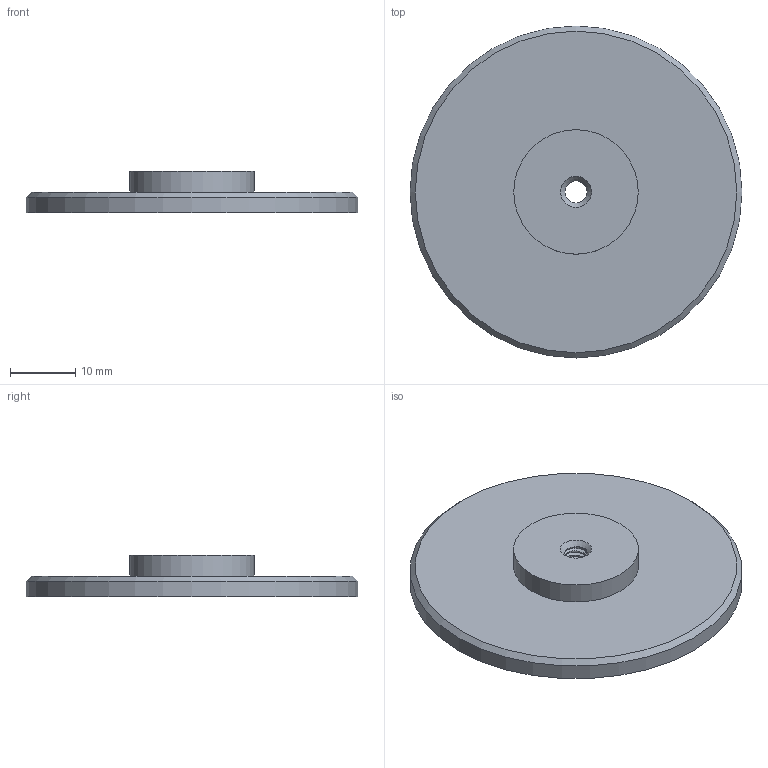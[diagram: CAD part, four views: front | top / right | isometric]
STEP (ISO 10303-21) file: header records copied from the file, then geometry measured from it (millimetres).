
FILE_DESCRIPTION(/* description */ (''),/* implementation_level */ '2;1');
FILE_NAME(/* name */ 'Sandblaster Window Pegs.step',/* time_stamp */ '2025-12-03T13:50:28-06:00',/* author */ (''),/* organization */ (''),/* preprocessor_version */ 'ST-DEVELOPER v20.1',/* originating_system */ 'Autodesk Translation Framework v14.21.0.0',/* authorisation */ '');
FILE_SCHEMA (('AUTOMOTIVE_DESIGN { 1 0 10303 214 3 1 1 }'));
Length unit declared in the file: inch
Products named in the file (2): (Unsaved); Sandblaster Cabinet pegs
Assembly tree (1 placements, depth 2):
  (Unsaved)
    Sandblaster Cabinet pegs
Bounding box: 50.8 x 50.8 x 6.35 mm (x, y, z)
Volume: 7218.5 mm3; surface area: 4763.4 mm2
Topology: 1 solids, 1 shells, 26 faces, 69 edges, 46 vertices
Faces by surface type: cylinder 18, plane 4, cone 2, bspline 2
Full cylindrical faces by diameter (mm): 3.416 x2, 4.166 x2, 19.05 x1, 50.8 x1
Entity records: 1774 total; most frequent: CARTESIAN_POINT 1135, ORIENTED_EDGE 138, DIRECTION 98, EDGE_CURVE 69, VERTEX_POINT 46, AXIS2_PLACEMENT_3D 40, B_SPLINE_CURVE_WITH_KNOTS 38, EDGE_LOOP 29
